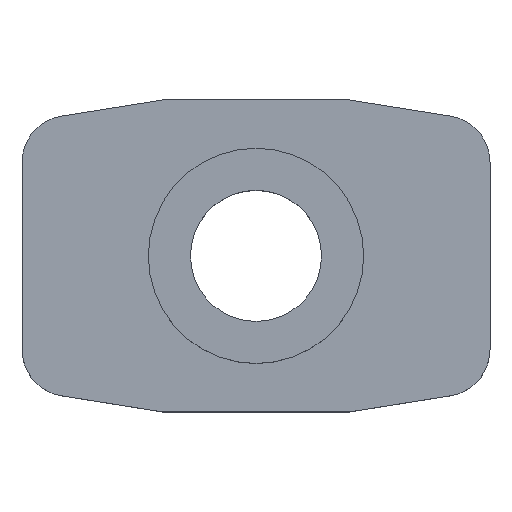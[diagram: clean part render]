
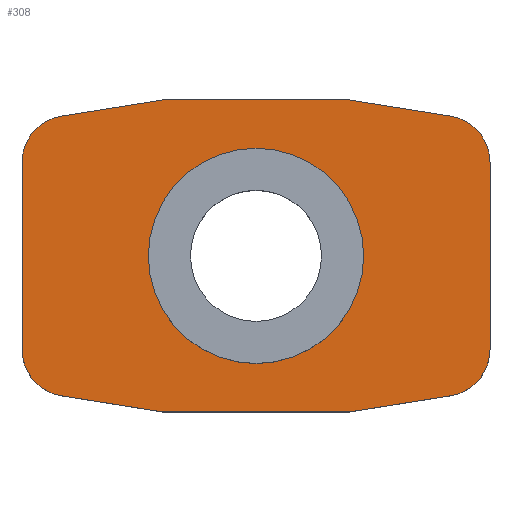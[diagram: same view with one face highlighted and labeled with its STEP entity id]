
A CAD part, top view. The second image highlights one B-rep face of the part: STEP entity #308.
In plain terms, the highlighted planar face has unit normal (0, 0, 1).
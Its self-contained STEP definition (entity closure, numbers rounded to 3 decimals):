
#21=FACE_BOUND('',#42,.T.);
#24=FACE_OUTER_BOUND('',#41,.T.);
#41=EDGE_LOOP('',(#209,#210,#211,#212,#213,#214,#215,#216,#217,#218,#219,
#220));
#42=EDGE_LOOP('',(#221));
#61=LINE('',#470,#91);
#62=LINE('',#472,#92);
#63=LINE('',#474,#93);
#64=LINE('',#478,#94);
#65=LINE('',#482,#95);
#66=LINE('',#484,#96);
#67=LINE('',#486,#97);
#68=LINE('',#489,#98);
#91=VECTOR('',#376,3.279);
#92=VECTOR('',#377,6.);
#93=VECTOR('',#378,3.279);
#94=VECTOR('',#381,6.);
#95=VECTOR('',#384,3.279);
#96=VECTOR('',#385,6.);
#97=VECTOR('',#386,3.279);
#98=VECTOR('',#389,6.);
#121=CIRCLE('',#340,1.5);
#122=CIRCLE('',#341,1.5);
#123=CIRCLE('',#342,1.5);
#124=CIRCLE('',#343,1.5);
#125=CIRCLE('',#344,3.45);
#135=VERTEX_POINT('',#466);
#136=VERTEX_POINT('',#467);
#137=VERTEX_POINT('',#469);
#138=VERTEX_POINT('',#471);
#139=VERTEX_POINT('',#473);
#140=VERTEX_POINT('',#475);
#141=VERTEX_POINT('',#477);
#142=VERTEX_POINT('',#479);
#143=VERTEX_POINT('',#481);
#144=VERTEX_POINT('',#483);
#145=VERTEX_POINT('',#485);
#146=VERTEX_POINT('',#487);
#147=VERTEX_POINT('',#490);
#165=EDGE_CURVE('',#135,#136,#121,.T.);
#166=EDGE_CURVE('',#136,#137,#61,.T.);
#167=EDGE_CURVE('',#137,#138,#62,.T.);
#168=EDGE_CURVE('',#138,#139,#63,.T.);
#169=EDGE_CURVE('',#139,#140,#122,.T.);
#170=EDGE_CURVE('',#140,#141,#64,.T.);
#171=EDGE_CURVE('',#141,#142,#123,.T.);
#172=EDGE_CURVE('',#142,#143,#65,.T.);
#173=EDGE_CURVE('',#143,#144,#66,.T.);
#174=EDGE_CURVE('',#144,#145,#67,.T.);
#175=EDGE_CURVE('',#145,#146,#124,.T.);
#176=EDGE_CURVE('',#146,#135,#68,.T.);
#177=EDGE_CURVE('',#147,#147,#125,.T.);
#209=ORIENTED_EDGE('',*,*,#165,.T.);
#210=ORIENTED_EDGE('',*,*,#166,.T.);
#211=ORIENTED_EDGE('',*,*,#167,.T.);
#212=ORIENTED_EDGE('',*,*,#168,.T.);
#213=ORIENTED_EDGE('',*,*,#169,.T.);
#214=ORIENTED_EDGE('',*,*,#170,.T.);
#215=ORIENTED_EDGE('',*,*,#171,.T.);
#216=ORIENTED_EDGE('',*,*,#172,.T.);
#217=ORIENTED_EDGE('',*,*,#173,.T.);
#218=ORIENTED_EDGE('',*,*,#174,.T.);
#219=ORIENTED_EDGE('',*,*,#175,.T.);
#220=ORIENTED_EDGE('',*,*,#176,.T.);
#221=ORIENTED_EDGE('',*,*,#177,.F.);
#297=PLANE('',#339);
#308=ADVANCED_FACE('',(#24,#21),#297,.T.);
#339=AXIS2_PLACEMENT_3D('',#465,#372,#373);
#340=AXIS2_PLACEMENT_3D('',#468,#374,#375);
#341=AXIS2_PLACEMENT_3D('',#476,#379,#380);
#342=AXIS2_PLACEMENT_3D('',#480,#382,#383);
#343=AXIS2_PLACEMENT_3D('',#488,#387,#388);
#344=AXIS2_PLACEMENT_3D('',#491,#390,#391);
#372=DIRECTION('center_axis',(0.,0.,1.));
#373=DIRECTION('ref_axis',(1.,0.,0.));
#374=DIRECTION('center_axis',(0.,0.,1.));
#375=DIRECTION('ref_axis',(1.,0.,0.));
#376=DIRECTION('',(-0.987,0.158,0.));
#377=DIRECTION('',(-1.,0.,0.));
#378=DIRECTION('',(-0.987,-0.158,0.));
#379=DIRECTION('center_axis',(0.,0.,1.));
#380=DIRECTION('ref_axis',(-1.,0.,0.));
#381=DIRECTION('',(0.,-1.,0.));
#382=DIRECTION('center_axis',(0.,0.,1.));
#383=DIRECTION('ref_axis',(1.,0.,0.));
#384=DIRECTION('',(0.987,-0.158,0.));
#385=DIRECTION('',(1.,0.,0.));
#386=DIRECTION('',(0.987,0.158,0.));
#387=DIRECTION('center_axis',(0.,0.,1.));
#388=DIRECTION('ref_axis',(-1.,0.,0.));
#389=DIRECTION('',(0.,1.,0.));
#390=DIRECTION('center_axis',(0.,0.,1.));
#391=DIRECTION('ref_axis',(1.,0.,0.));
#465=CARTESIAN_POINT('Origin',(6.,3.,1.6));
#466=CARTESIAN_POINT('',(7.5,3.,1.6));
#467=CARTESIAN_POINT('',(6.237,4.481,1.6));
#468=CARTESIAN_POINT('Origin',(6.,3.,1.6));
#469=CARTESIAN_POINT('',(3.,5.,1.6));
#470=CARTESIAN_POINT('',(6.237,4.481,1.6));
#471=CARTESIAN_POINT('',(-3.,5.,1.6));
#472=CARTESIAN_POINT('',(3.,5.,1.6));
#473=CARTESIAN_POINT('',(-6.237,4.481,1.6));
#474=CARTESIAN_POINT('',(-3.,5.,1.6));
#475=CARTESIAN_POINT('',(-7.5,3.,1.6));
#476=CARTESIAN_POINT('Origin',(-6.,3.,1.6));
#477=CARTESIAN_POINT('',(-7.5,-3.,1.6));
#478=CARTESIAN_POINT('',(-7.5,3.,1.6));
#479=CARTESIAN_POINT('',(-6.237,-4.481,1.6));
#480=CARTESIAN_POINT('Origin',(-6.,-3.,1.6));
#481=CARTESIAN_POINT('',(-3.,-5.,1.6));
#482=CARTESIAN_POINT('',(-6.237,-4.481,1.6));
#483=CARTESIAN_POINT('',(3.,-5.,1.6));
#484=CARTESIAN_POINT('',(-3.,-5.,1.6));
#485=CARTESIAN_POINT('',(6.237,-4.481,1.6));
#486=CARTESIAN_POINT('',(3.,-5.,1.6));
#487=CARTESIAN_POINT('',(7.5,-3.,1.6));
#488=CARTESIAN_POINT('Origin',(6.,-3.,1.6));
#489=CARTESIAN_POINT('',(7.5,-3.,1.6));
#490=CARTESIAN_POINT('',(3.45,0.,1.6));
#491=CARTESIAN_POINT('Origin',(0.,0.,1.6));
